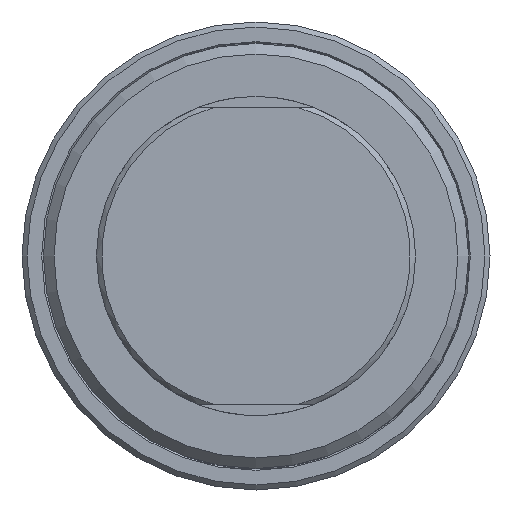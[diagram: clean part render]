
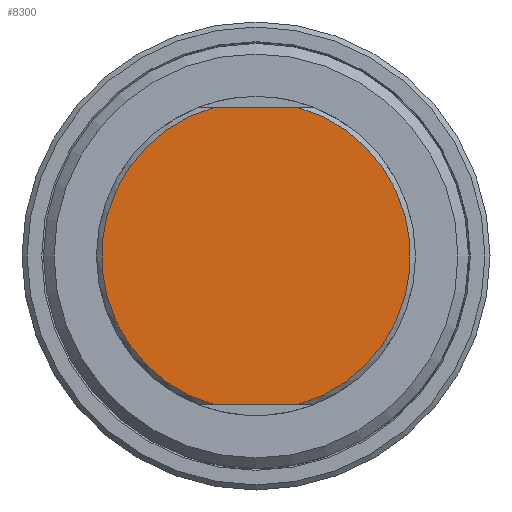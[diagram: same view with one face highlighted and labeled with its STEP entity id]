
A CAD part, front view. The second image highlights one B-rep face of the part: STEP entity #8300.
In plain terms, the highlighted planar face has unit normal (0, -1, 0).
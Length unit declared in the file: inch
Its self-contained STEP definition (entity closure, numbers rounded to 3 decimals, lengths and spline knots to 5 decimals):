
#1265 = DIRECTION ( 'NONE',  ( 0., 0., 1. ) ) ;
#1633 = EDGE_CURVE ( 'NONE', #5196, #32056, #16416, .T. ) ;
#1739 = DIRECTION ( 'NONE',  ( 0., 0., 1. ) ) ;
#2270 = EDGE_CURVE ( 'NONE', #18159, #26542, #26729, .T. ) ;
#3671 = AXIS2_PLACEMENT_3D ( 'NONE', #6924, #17195, #1265 ) ;
#5196 = VERTEX_POINT ( 'NONE', #32756 ) ;
#5404 = CARTESIAN_POINT ( 'NONE',  ( -0.24069, 0., 0.87499 ) ) ;
#6008 = VECTOR ( 'NONE', #24685, 39.37008 ) ;
#6566 = CIRCLE ( 'NONE', #3671, 0.90749 ) ;
#6924 = CARTESIAN_POINT ( 'NONE',  ( 0., 0., 0. ) ) ;
#8015 = FACE_OUTER_BOUND ( 'NONE', #19340, .T. ) ;
#8300 = ADVANCED_FACE ( 'NONE', ( #8015 ), #21629, .F. ) ;
#10428 = VECTOR ( 'NONE', #20978, 39.37008 ) ;
#11702 = CARTESIAN_POINT ( 'NONE',  ( 0., 0., 0. ) ) ;
#12103 = DIRECTION ( 'NONE',  ( 0., 1., 0. ) ) ;
#16416 = LINE ( 'NONE', #26393, #10428 ) ;
#17022 = CARTESIAN_POINT ( 'NONE',  ( 0., 0., 0. ) ) ;
#17159 = DIRECTION ( 'NONE',  ( 0., -1., 0. ) ) ;
#17195 = DIRECTION ( 'NONE',  ( 0., -1., 0. ) ) ;
#18159 = VERTEX_POINT ( 'NONE', #5404 ) ;
#18750 = ORIENTED_EDGE ( 'NONE', *, *, #28285, .T. ) ;
#19229 = CIRCLE ( 'NONE', #24092, 0.90749 ) ;
#19340 = EDGE_LOOP ( 'NONE', ( #18750, #27239, #29694, #23826 ) ) ;
#20687 = CARTESIAN_POINT ( 'NONE',  ( 0.24069, 0., 0.87499 ) ) ;
#20978 = DIRECTION ( 'NONE',  ( 1., 0., 0. ) ) ;
#21629 = PLANE ( 'NONE',  #31144 ) ;
#22559 = EDGE_CURVE ( 'NONE', #18159, #5196, #19229, .T. ) ;
#23826 = ORIENTED_EDGE ( 'NONE', *, *, #1633, .T. ) ;
#24092 = AXIS2_PLACEMENT_3D ( 'NONE', #11702, #17159, #24655 ) ;
#24480 = CARTESIAN_POINT ( 'NONE',  ( -1.375, 0., 0.87499 ) ) ;
#24655 = DIRECTION ( 'NONE',  ( 0., 0., 1. ) ) ;
#24685 = DIRECTION ( 'NONE',  ( 1., 0., 0. ) ) ;
#26393 = CARTESIAN_POINT ( 'NONE',  ( -1.375, 0., -0.87499 ) ) ;
#26542 = VERTEX_POINT ( 'NONE', #20687 ) ;
#26729 = LINE ( 'NONE', #24480, #6008 ) ;
#27239 = ORIENTED_EDGE ( 'NONE', *, *, #2270, .F. ) ;
#28285 = EDGE_CURVE ( 'NONE', #32056, #26542, #6566, .T. ) ;
#29694 = ORIENTED_EDGE ( 'NONE', *, *, #22559, .T. ) ;
#31144 = AXIS2_PLACEMENT_3D ( 'NONE', #17022, #12103, #1739 ) ;
#31365 = CARTESIAN_POINT ( 'NONE',  ( 0.24069, 0., -0.87499 ) ) ;
#32056 = VERTEX_POINT ( 'NONE', #31365 ) ;
#32756 = CARTESIAN_POINT ( 'NONE',  ( -0.24069, 0., -0.87499 ) ) ;
